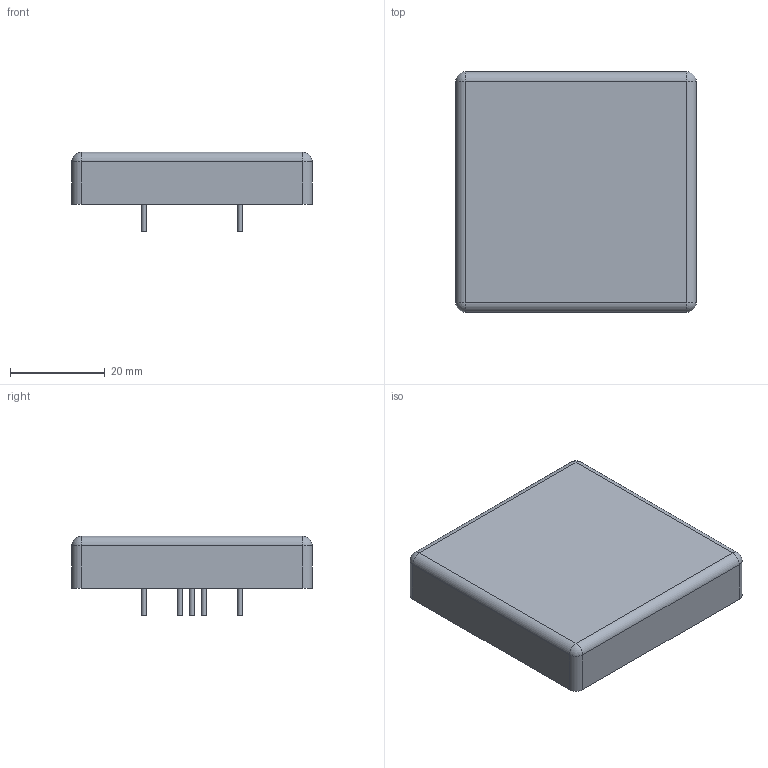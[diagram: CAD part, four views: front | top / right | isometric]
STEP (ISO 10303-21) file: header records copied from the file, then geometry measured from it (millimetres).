
FILE_DESCRIPTION(('FreeCAD Model'),'2;1');
FILE_NAME('KWD.step', '2020-05-26T13:30:29',('Author'),(''), 'Open CASCADE STEP processor 7.2','FreeCAD','Unknown');
FILE_SCHEMA(('AUTOMOTIVE_DESIGN { 1 0 10303 214 1 1 1 1 }'));
Length unit declared in the file: millimetre
Products named in the file (6): case; pin_1; pin_2; pin_3; pin_4; pin_5
Bounding box: 50.8 x 50.8 x 16.8 mm (x, y, z)
Volume: 28203 mm3; surface area: 7277.5 mm2
Topology: 6 solids, 6 shells, 33 faces, 55 edges, 30 vertices
Faces by surface type: plane 16, cylinder 13, sphere 4
Full cylindrical faces by diameter (mm): 1 x5
Entity records: 1614 total; most frequent: CARTESIAN_POINT 239, DIRECTION 230, ORIENTED_EDGE 102, PCURVE 102, DEFINITIONAL_REPRESENTATION 102, LINE 97, VECTOR 97, AXIS2_PLACEMENT_3D 60
